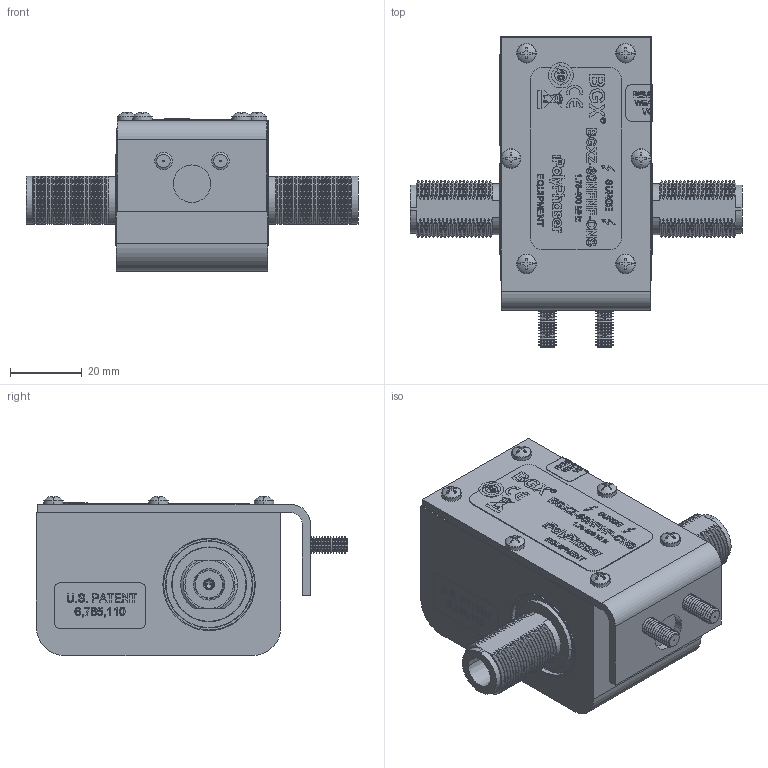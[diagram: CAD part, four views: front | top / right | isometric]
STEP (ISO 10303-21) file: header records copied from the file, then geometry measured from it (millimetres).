
FILE_DESCRIPTION (( 'STEP AP214' ), '1' );
FILE_NAME ('BGXZ-60NFNF-CNS rev h.STEP', '2016-04-19T16:07:22', ( '' ), ( '' ), 'SwSTEP 2.0', 'SolidWorks 2016', '' );
FILE_SCHEMA (( 'AUTOMOTIVE_DESIGN' ));
Length unit declared in the file: inch
Products named in the file (16): 7040-0079^BGXZ-60NFNF-CNS; 9090-2059; 7040-0062; 2011-1306; 5330-0214-01; BGXZ-60NFNF-CNS rev h; 9100-0129^BGXZ-60NFNF-CNS; 2003-1052-3; 2003-2329-2; 7020-3561; 7020-2798; 7020-1394; 1081-0251-05; 9500-0046; 1212-0911-08; 5220-0013
Assembly tree (22 placements, depth 3):
  BGXZ-60NFNF-CNS rev h
    9090-2059
      5330-0214-01
      2011-1306  x2
      7040-0062  x2
    7040-0079^BGXZ-60NFNF-CNS
    9500-0046
      5220-0013
      1212-0911-08  x2
    1081-0251-05  x6
    7020-1394
    7020-2798
    7020-3561
    2003-2329-2
    2003-1052-3
  9100-0129^BGXZ-60NFNF-CNS
Bounding box: 92.66 x 86.87 x 44.5 mm (x, y, z)
Volume: 89841.4 mm3; surface area: 44742.9 mm2
Topology: 20 solids, 20 shells, 3893 faces, 9992 edges, 6363 vertices
Faces by surface type: plane 1651, cylinder 866, cone 694, bspline 618, torus 60, sphere 4
Entity records: 129314 total; most frequent: CARTESIAN_POINT 43638, ORIENTED_EDGE 14962, DIRECTION 11596, EDGE_CURVE 7481, VECTOR 5020, LINE 5020, VERTEX_POINT 4895, AXIS2_PLACEMENT_3D 3288
